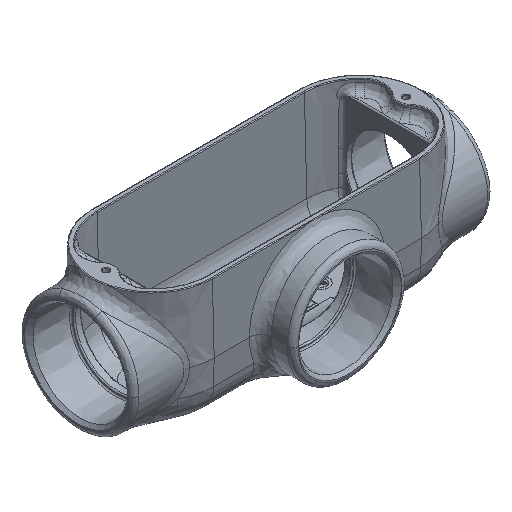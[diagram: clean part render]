
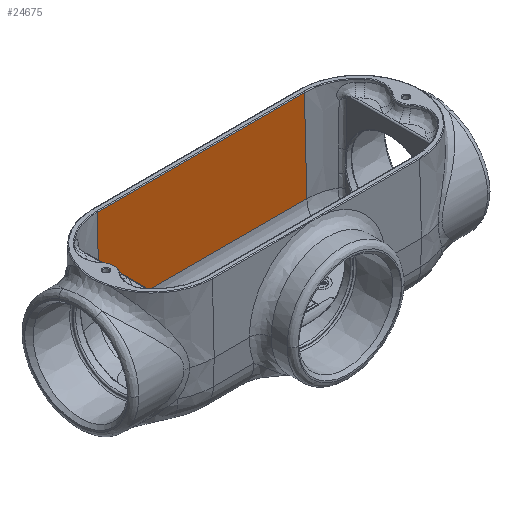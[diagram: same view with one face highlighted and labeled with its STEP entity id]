
A CAD part, isometric view. The second image highlights one B-rep face of the part: STEP entity #24675.
In plain terms, the highlighted planar face has unit normal (0, -1, 0.026).
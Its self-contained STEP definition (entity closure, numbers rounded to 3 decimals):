
#424=LINE('',#33067,#2699);
#1237=LINE('',#40361,#3512);
#1253=LINE('',#42583,#3528);
#1254=LINE('',#42596,#3529);
#2699=VECTOR('',#26946,0.394);
#3512=VECTOR('',#28885,0.394);
#3528=VECTOR('',#29077,0.394);
#3529=VECTOR('',#29084,0.394);
#5216=PLANE('',#26241);
#6247=FACE_OUTER_BOUND('',#7691,.T.);
#7691=EDGE_LOOP('',(#19216,#19217,#19218,#19219));
#10003=VERTEX_POINT('',#33064);
#10004=VERTEX_POINT('',#33066);
#10983=VERTEX_POINT('',#40356);
#11033=VERTEX_POINT('',#42582);
#12466=EDGE_CURVE('',#10003,#10004,#424,.T.);
#13904=EDGE_CURVE('',#10983,#10003,#1237,.T.);
#14015=EDGE_CURVE('',#10004,#11033,#1253,.T.);
#14018=EDGE_CURVE('',#10983,#11033,#1254,.T.);
#19216=ORIENTED_EDGE('',*,*,#13904,.F.);
#19217=ORIENTED_EDGE('',*,*,#14018,.T.);
#19218=ORIENTED_EDGE('',*,*,#14015,.F.);
#19219=ORIENTED_EDGE('',*,*,#12466,.F.);
#24675=ADVANCED_FACE('',(#6247),#5216,.F.);
#26241=AXIS2_PLACEMENT_3D('',#42595,#29082,#29083);
#26946=DIRECTION('',(0.,-0.026,-1.));
#28885=DIRECTION('',(1.,0.,0.));
#29077=DIRECTION('',(-1.,0.,0.));
#29082=DIRECTION('center_axis',(0.,1.,
-0.026));
#29083=DIRECTION('ref_axis',(1.,0.,0.));
#29084=DIRECTION('',(0.,-0.026,-1.));
#33064=CARTESIAN_POINT('',(4.75,2.53,-0.03));
#33066=CARTESIAN_POINT('',(4.75,2.422,-4.19));
#33067=CARTESIAN_POINT('',(4.75,2.531,0.));
#40356=CARTESIAN_POINT('',(-4.75,2.53,-0.03));
#40361=CARTESIAN_POINT('',(5.899,2.53,-0.03));
#42582=CARTESIAN_POINT('',(-4.75,2.422,-4.19));
#42583=CARTESIAN_POINT('',(2.375,2.422,-4.19));
#42595=CARTESIAN_POINT('Origin',(4.75,2.531,0.));
#42596=CARTESIAN_POINT('',(-4.75,2.449,-3.125));
